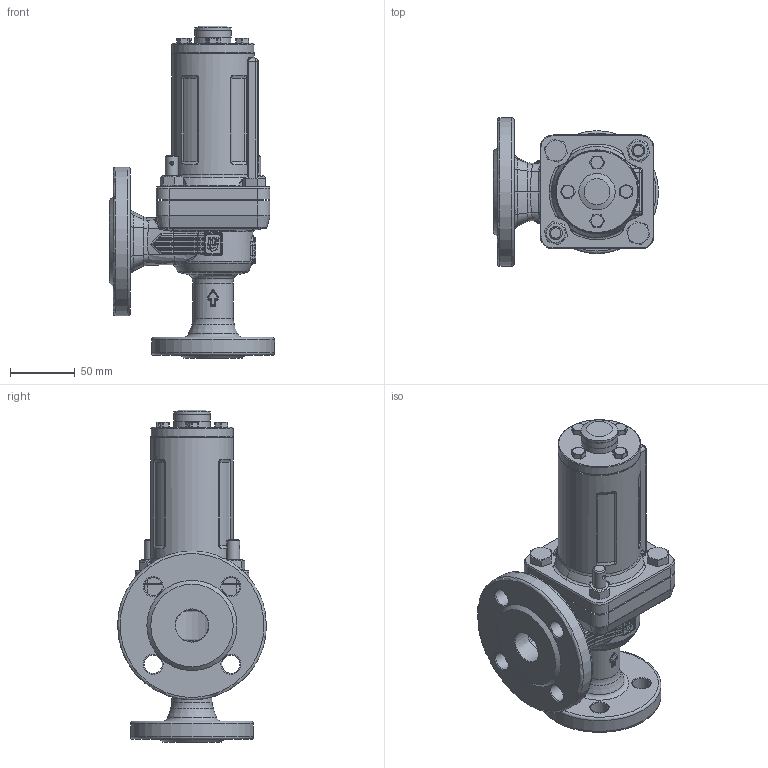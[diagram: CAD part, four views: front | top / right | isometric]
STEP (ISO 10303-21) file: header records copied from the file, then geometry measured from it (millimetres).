
FILE_DESCRIPTION(('HOOPS Exchange Step'),'2;1');
FILE_NAME('SF0600_DN15_15-25.stp','2025-06-27T13:15:34+02:00',('nieru'),('Unknown organisation'),'HOOPS Exchange 2024.2','HOOPS Exchange','Unknown authorisation');
FILE_SCHEMA( ('AP203_CONFIGURATION_CONTROLLED_3D_DESIGN_OF_MECHANICAL_PARTS_AND_ASSEMBLIES_MIM_LF') );
Length unit declared in the file: millimetre
Products named in the file (2): 0; root
Assembly tree (1 placements, depth 2):
  root
    0
Bounding box: 127.5 x 115 x 256.45 mm (x, y, z)
Volume: 897345.1 mm3; surface area: 156707.9 mm2
Topology: 15 solids, 15 shells, 1262 faces, 3125 edges, 1888 vertices
Faces by surface type: bspline 499, cylinder 310, plane 248, torus 140, cone 62, sphere 3
Full cylindrical faces by diameter (mm): 2 x2, 3 x1, 8.376 x2, 8.9 x4, 10 x2, 14 x8, 14.63 x1, 15.5 x1, 17.3 x1, 25.8 x1, 28 x3, 31.2 x1, 33.189 x1, 57.325 x1, 64 x2, 66 x1, 95 x1, 115 x1
Entity records: 82603 total; most frequent: CARTESIAN_POINT 56052, ORIENTED_EDGE 6138, DIRECTION 4281, EDGE_CURVE 3069, VERTEX_POINT 1889, AXIS2_PLACEMENT_3D 1744, EDGE_LOOP 1344, FACE_BOUND 1344
